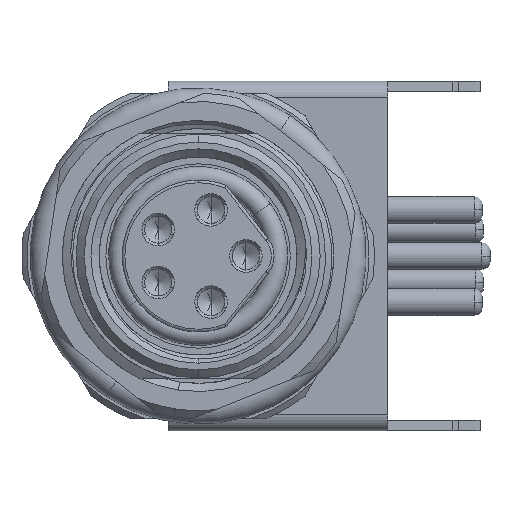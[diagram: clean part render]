
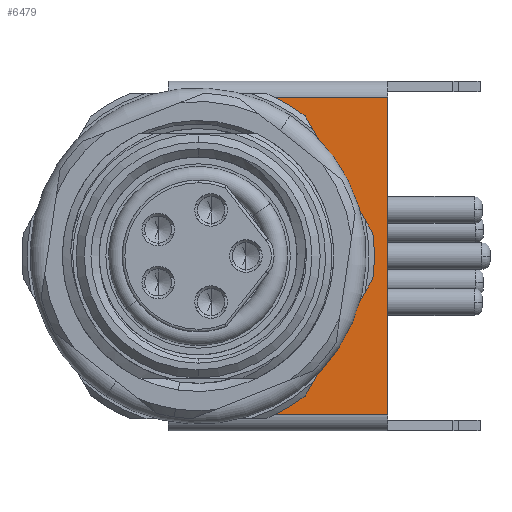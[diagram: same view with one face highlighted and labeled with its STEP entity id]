
A CAD part, left-side view. The second image highlights one B-rep face of the part: STEP entity #6479.
In plain terms, the highlighted face is planar.
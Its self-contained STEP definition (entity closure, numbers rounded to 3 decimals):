
#789 = DIRECTION ( 'NONE',  ( 0., 0., -1. ) ) ;
#923 = LINE ( 'NONE', #42953, #35783 ) ;
#1356 = ORIENTED_EDGE ( 'NONE', *, *, #20290, .F. ) ;
#2597 = VECTOR ( 'NONE', #41724, 1000. ) ;
#2818 = CARTESIAN_POINT ( 'NONE',  ( -6.45, -0.4, 7. ) ) ;
#2891 = CARTESIAN_POINT ( 'NONE',  ( 5.65, -0.4, -1.3 ) ) ;
#3023 = ORIENTED_EDGE ( 'NONE', *, *, #54055, .F. ) ;
#3639 = DIRECTION ( 'NONE',  ( 0., 0., -1. ) ) ;
#3803 = EDGE_CURVE ( 'NONE', #18520, #23406, #14396, .T. ) ;
#5010 = CARTESIAN_POINT ( 'NONE',  ( 0., -0.4, 0. ) ) ;
#5792 = DIRECTION ( 'NONE',  ( 0., -1., 0. ) ) ;
#6027 = CARTESIAN_POINT ( 'NONE',  ( 0., -0.4, -5.5 ) ) ;
#6479 = ADVANCED_FACE ( 'NONE', ( #36821, #15391 ), #11188, .F. ) ;
#6488 = CARTESIAN_POINT ( 'NONE',  ( 5.85, -0.4, -1.1 ) ) ;
#6779 = DIRECTION ( 'NONE',  ( 1., 0., 0. ) ) ;
#7724 = VERTEX_POINT ( 'NONE', #42207 ) ;
#8696 = EDGE_LOOP ( 'NONE', ( #37539, #14169 ) ) ;
#9840 = DIRECTION ( 'NONE',  ( 0., 0., -1. ) ) ;
#10011 = VECTOR ( 'NONE', #6779, 1000. ) ;
#10071 = EDGE_CURVE ( 'NONE', #32877, #45836, #21976, .T. ) ;
#11188 = PLANE ( 'NONE',  #15171 ) ;
#11553 = LINE ( 'NONE', #6488, #2597 ) ;
#12186 = EDGE_CURVE ( 'NONE', #55594, #35033, #923, .T. ) ;
#12292 = AXIS2_PLACEMENT_3D ( 'NONE', #44924, #14724, #19232 ) ;
#12298 = ORIENTED_EDGE ( 'NONE', *, *, #27556, .F. ) ;
#13287 = CARTESIAN_POINT ( 'NONE',  ( 0., -0.4, -1.3 ) ) ;
#14169 = ORIENTED_EDGE ( 'NONE', *, *, #15541, .F. ) ;
#14396 = LINE ( 'NONE', #13287, #52929 ) ;
#14724 = DIRECTION ( 'NONE',  ( 0., 1., 0. ) ) ;
#15171 = AXIS2_PLACEMENT_3D ( 'NONE', #46432, #45874, #24968 ) ;
#15225 = CARTESIAN_POINT ( 'NONE',  ( 0., -0.4, -1.3 ) ) ;
#15391 = FACE_OUTER_BOUND ( 'NONE', #36198, .T. ) ;
#15541 = EDGE_CURVE ( 'NONE', #41311, #38941, #28769, .T. ) ;
#16349 = DIRECTION ( 'NONE',  ( -1., 0., 0. ) ) ;
#16473 = VERTEX_POINT ( 'NONE', #55387 ) ;
#18520 = VERTEX_POINT ( 'NONE', #2891 ) ;
#18746 = DIRECTION ( 'NONE',  ( 0., 0., -1. ) ) ;
#19164 = AXIS2_PLACEMENT_3D ( 'NONE', #37075, #5792, #18746 ) ;
#19232 = DIRECTION ( 'NONE',  ( 0., 0., 1. ) ) ;
#20258 = CARTESIAN_POINT ( 'NONE',  ( 5.85, -0.4, -1.1 ) ) ;
#20290 = EDGE_CURVE ( 'NONE', #7724, #55594, #45430, .T. ) ;
#20377 = EDGE_CURVE ( 'NONE', #16473, #18520, #42837, .T. ) ;
#21976 = LINE ( 'NONE', #34930, #37650 ) ;
#22196 = DIRECTION ( 'NONE',  ( 0., -1., 0. ) ) ;
#23406 = VERTEX_POINT ( 'NONE', #26642 ) ;
#23853 = VECTOR ( 'NONE', #45691, 1000. ) ;
#24968 = DIRECTION ( 'NONE',  ( 0., 0., 1. ) ) ;
#25430 = ORIENTED_EDGE ( 'NONE', *, *, #44771, .F. ) ;
#26244 = VECTOR ( 'NONE', #3639, 1000. ) ;
#26642 = CARTESIAN_POINT ( 'NONE',  ( 5.857, -0.4, -1.3 ) ) ;
#27556 = EDGE_CURVE ( 'NONE', #35033, #45836, #40927, .T. ) ;
#28206 = LINE ( 'NONE', #2818, #23853 ) ;
#28402 = ORIENTED_EDGE ( 'NONE', *, *, #53822, .T. ) ;
#28769 = CIRCLE ( 'NONE', #31450, 5.5 ) ;
#30826 = EDGE_CURVE ( 'NONE', #32426, #16473, #31580, .T. ) ;
#31086 = DIRECTION ( 'NONE',  ( 0., 0., 1. ) ) ;
#31450 = AXIS2_PLACEMENT_3D ( 'NONE', #5010, #22196, #789 ) ;
#31580 = LINE ( 'NONE', #39762, #53191 ) ;
#31591 = DIRECTION ( 'NONE',  ( 1., 0., 0. ) ) ;
#31939 = ORIENTED_EDGE ( 'NONE', *, *, #12186, .F. ) ;
#32426 = VERTEX_POINT ( 'NONE', #20258 ) ;
#32571 = CIRCLE ( 'NONE', #19164, 5.5 ) ;
#32847 = CARTESIAN_POINT ( 'NONE',  ( 5.85, -0.4, 7. ) ) ;
#32877 = VERTEX_POINT ( 'NONE', #55255 ) ;
#33125 = CARTESIAN_POINT ( 'NONE',  ( -5.65, -0.4, -1.3 ) ) ;
#34930 = CARTESIAN_POINT ( 'NONE',  ( -5.85, -0.4, 7. ) ) ;
#35033 = VERTEX_POINT ( 'NONE', #38309 ) ;
#35257 = VERTEX_POINT ( 'NONE', #32847 ) ;
#35783 = VECTOR ( 'NONE', #31086, 1000. ) ;
#36198 = EDGE_LOOP ( 'NONE', ( #47294, #42060, #55140, #28402, #3023, #48888, #12298, #31939, #1356, #25430 ) ) ;
#36821 = FACE_BOUND ( 'NONE', #8696, .T. ) ;
#37075 = CARTESIAN_POINT ( 'NONE',  ( 0., -0.4, 0. ) ) ;
#37539 = ORIENTED_EDGE ( 'NONE', *, *, #55310, .F. ) ;
#37650 = VECTOR ( 'NONE', #9840, 1000. ) ;
#38309 = CARTESIAN_POINT ( 'NONE',  ( -5.65, -0.4, -1.1 ) ) ;
#38941 = VERTEX_POINT ( 'NONE', #6027 ) ;
#39762 = CARTESIAN_POINT ( 'NONE',  ( 0., -0.4, -1.1 ) ) ;
#40927 = LINE ( 'NONE', #45727, #48927 ) ;
#41311 = VERTEX_POINT ( 'NONE', #51532 ) ;
#41724 = DIRECTION ( 'NONE',  ( 0., 0., 1. ) ) ;
#42060 = ORIENTED_EDGE ( 'NONE', *, *, #20377, .F. ) ;
#42207 = CARTESIAN_POINT ( 'NONE',  ( -5.857, -0.4, -1.3 ) ) ;
#42837 = LINE ( 'NONE', #46269, #26244 ) ;
#42953 = CARTESIAN_POINT ( 'NONE',  ( -5.65, -0.4, 0. ) ) ;
#44771 = EDGE_CURVE ( 'NONE', #23406, #7724, #50999, .T. ) ;
#44924 = CARTESIAN_POINT ( 'NONE',  ( 0., -0.4, 0. ) ) ;
#45430 = LINE ( 'NONE', #15225, #10011 ) ;
#45691 = DIRECTION ( 'NONE',  ( 1., 0., 0. ) ) ;
#45727 = CARTESIAN_POINT ( 'NONE',  ( 0., -0.4, -1.1 ) ) ;
#45836 = VERTEX_POINT ( 'NONE', #54574 ) ;
#45874 = DIRECTION ( 'NONE',  ( 0., 1., 0. ) ) ;
#46269 = CARTESIAN_POINT ( 'NONE',  ( 5.65, -0.4, 0. ) ) ;
#46432 = CARTESIAN_POINT ( 'NONE',  ( 0., -0.4, 0. ) ) ;
#47294 = ORIENTED_EDGE ( 'NONE', *, *, #3803, .F. ) ;
#48827 = DIRECTION ( 'NONE',  ( -1., 0., 0. ) ) ;
#48888 = ORIENTED_EDGE ( 'NONE', *, *, #10071, .T. ) ;
#48927 = VECTOR ( 'NONE', #16349, 1000. ) ;
#50999 = CIRCLE ( 'NONE', #12292, 6. ) ;
#51532 = CARTESIAN_POINT ( 'NONE',  ( 0., -0.4, 5.5 ) ) ;
#52929 = VECTOR ( 'NONE', #31591, 1000. ) ;
#53191 = VECTOR ( 'NONE', #48827, 1000. ) ;
#53822 = EDGE_CURVE ( 'NONE', #32426, #35257, #11553, .T. ) ;
#54055 = EDGE_CURVE ( 'NONE', #32877, #35257, #28206, .T. ) ;
#54574 = CARTESIAN_POINT ( 'NONE',  ( -5.85, -0.4, -1.1 ) ) ;
#55140 = ORIENTED_EDGE ( 'NONE', *, *, #30826, .F. ) ;
#55255 = CARTESIAN_POINT ( 'NONE',  ( -5.85, -0.4, 7. ) ) ;
#55310 = EDGE_CURVE ( 'NONE', #38941, #41311, #32571, .T. ) ;
#55387 = CARTESIAN_POINT ( 'NONE',  ( 5.65, -0.4, -1.1 ) ) ;
#55594 = VERTEX_POINT ( 'NONE', #33125 ) ;
